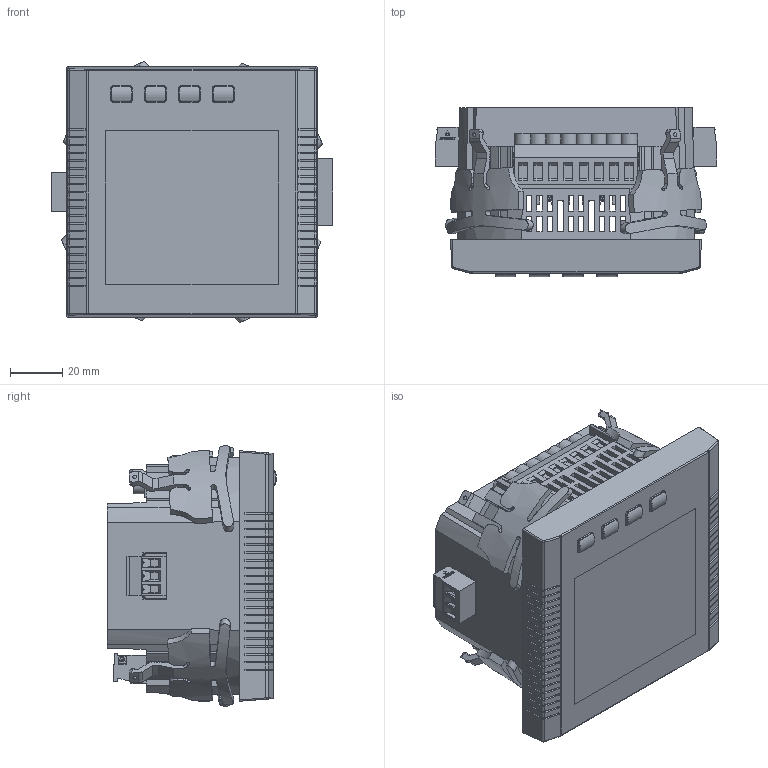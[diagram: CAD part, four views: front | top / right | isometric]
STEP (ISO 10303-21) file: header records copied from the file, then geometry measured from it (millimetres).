
FILE_DESCRIPTION(/* description */ (''),/* implementation_level */ '2;1');
FILE_NAME(/* name */ 'MIC-2 MKII.stp',/* time_stamp */ '2023-08-07T09:14:56+02:00',/* author */ ('JDI'),/* organization */ (''),/* preprocessor_version */ 'ST-DEVELOPER v18.1',/* originating_system */ 'Autodesk Inventor 2022',/* authorisation */ '');
FILE_SCHEMA (('AUTOMOTIVE_DESIGN { 1 0 10303 214 3 1 1 }'));
Products named in the file (1): MIC-2 MKII_Simplify_1
Bounding box: 108 x 64.78 x 99.83 mm (x, y, z)
Volume: 155482.3 mm3; surface area: 156089.3 mm2
Topology: 1 solids, 1 shells, 4637 faces, 13320 edges, 8587 vertices
Faces by surface type: plane 3585, cylinder 765, sphere 116, torus 66, bspline 64, cone 41
Full cylindrical faces by diameter (mm): 0.434 x3, 0.457 x1, 1 x18, 1.1 x2, 1.4 x7, 1.414 x6, 2 x1, 3 x2, 3.2 x12, 3.783 x4, 3.95 x8, 4 x7, 4.7 x12, 5 x8, 6 x4, 8.5 x4
Entity records: 160322 total; most frequent: CARTESIAN_POINT 32659, ORIENTED_EDGE 26554, DIRECTION 24350, EDGE_CURVE 13277, LINE 10602, VECTOR 10602, VERTEX_POINT 8611, AXIS2_PLACEMENT_3D 6874
